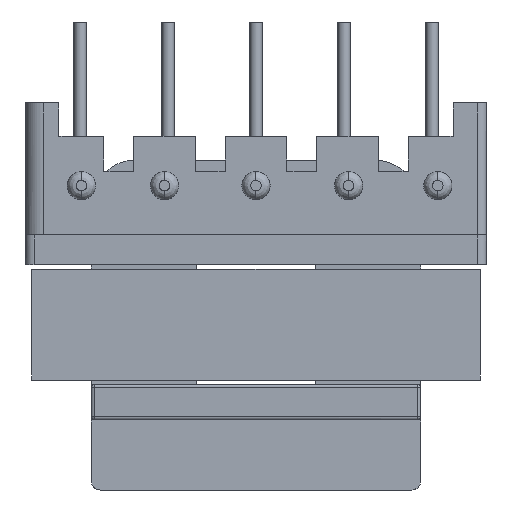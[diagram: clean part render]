
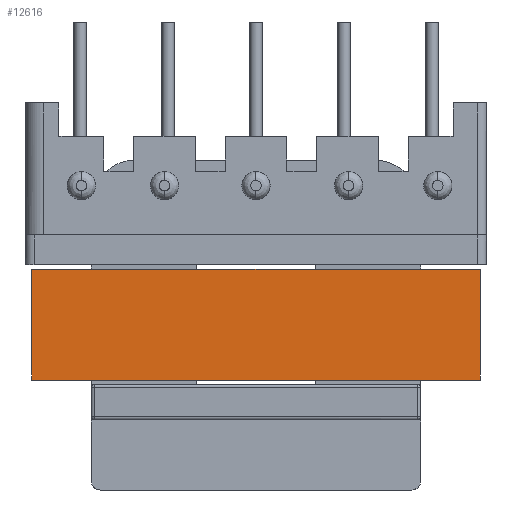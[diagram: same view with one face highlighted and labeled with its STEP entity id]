
A CAD part, front view. The second image highlights one B-rep face of the part: STEP entity #12616.
In plain terms, the highlighted free-form (B-spline) face has degree [1, 1] with [2, 2] control points.
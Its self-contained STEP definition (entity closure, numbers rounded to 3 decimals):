
#12504 = EDGE_CURVE('',#12505,#12507,#12509,.T.);
#12505 = VERTEX_POINT('',#12506);
#12506 = CARTESIAN_POINT('',(16.317,-12.414,
    -8.383));
#12507 = VERTEX_POINT('',#12508);
#12508 = CARTESIAN_POINT('',(-16.317,-12.414,
    -8.383));
#12509 = B_SPLINE_CURVE_WITH_KNOTS('',1,(#12510,#12511),.UNSPECIFIED.,
  .F.,.F.,(2,2),(-25.4,0.1),.PIECEWISE_BEZIER_KNOTS.);
#12510 = CARTESIAN_POINT('',(16.317,-12.414,
    -8.383));
#12511 = CARTESIAN_POINT('',(-16.317,-12.414,
    -8.383));
#12562 = EDGE_CURVE('',#12563,#12565,#12567,.T.);
#12563 = VERTEX_POINT('',#12564);
#12564 = CARTESIAN_POINT('',(16.317,-12.414,
    -0.32));
#12565 = VERTEX_POINT('',#12566);
#12566 = CARTESIAN_POINT('',(-16.317,-12.414,
    -0.32));
#12567 = B_SPLINE_CURVE_WITH_KNOTS('',1,(#12568,#12569),.UNSPECIFIED.,
  .F.,.F.,(2,2),(-25.4,0.1),.PIECEWISE_BEZIER_KNOTS.);
#12568 = CARTESIAN_POINT('',(16.317,-12.414,
    -0.32));
#12569 = CARTESIAN_POINT('',(-16.317,-12.414,
    -0.32));
#12616 = ADVANCED_FACE('',(#12617),#12631,.F.);
#12617 = FACE_BOUND('',#12618,.T.);
#12618 = EDGE_LOOP('',(#12619,#12620,#12625,#12626));
#12619 = ORIENTED_EDGE('',*,*,#12562,.T.);
#12620 = ORIENTED_EDGE('',*,*,#12621,.F.);
#12621 = EDGE_CURVE('',#12507,#12565,#12622,.T.);
#12622 = B_SPLINE_CURVE_WITH_KNOTS('',1,(#12623,#12624),.UNSPECIFIED.,
  .F.,.F.,(2,2),(0.,6.3),.PIECEWISE_BEZIER_KNOTS.);
#12623 = CARTESIAN_POINT('',(-16.317,-12.414,
    -8.383));
#12624 = CARTESIAN_POINT('',(-16.317,-12.414,
    -0.32));
#12625 = ORIENTED_EDGE('',*,*,#12504,.F.);
#12626 = ORIENTED_EDGE('',*,*,#12627,.T.);
#12627 = EDGE_CURVE('',#12505,#12563,#12628,.T.);
#12628 = B_SPLINE_CURVE_WITH_KNOTS('',1,(#12629,#12630),.UNSPECIFIED.,
  .F.,.F.,(2,2),(0.,6.3),.PIECEWISE_BEZIER_KNOTS.);
#12629 = CARTESIAN_POINT('',(16.317,-12.414,
    -8.383));
#12630 = CARTESIAN_POINT('',(16.317,-12.414,
    -0.32));
#12631 = B_SPLINE_SURFACE_WITH_KNOTS('',1,1,(
    (#12632,#12633)
    ,(#12634,#12635
    )),.UNSPECIFIED.,.F.,.F.,.F.,(2,2),(2,2),(0.,6.3),(-0.1,25.4),
  .PIECEWISE_BEZIER_KNOTS.);
#12632 = CARTESIAN_POINT('',(-16.317,-12.414,
    -8.383));
#12633 = CARTESIAN_POINT('',(16.317,-12.414,
    -8.383));
#12634 = CARTESIAN_POINT('',(-16.317,-12.414,
    -0.32));
#12635 = CARTESIAN_POINT('',(16.317,-12.414,
    -0.32));
